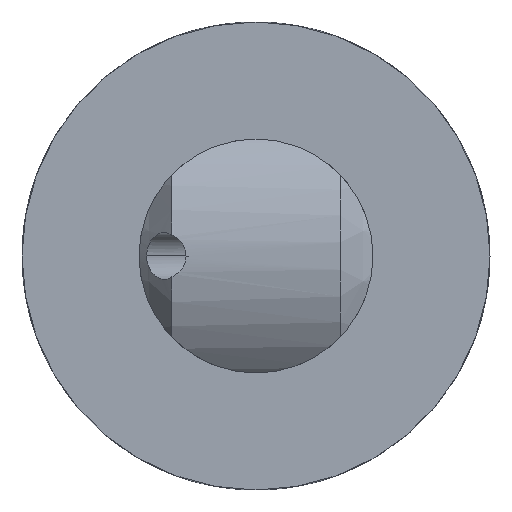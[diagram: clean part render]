
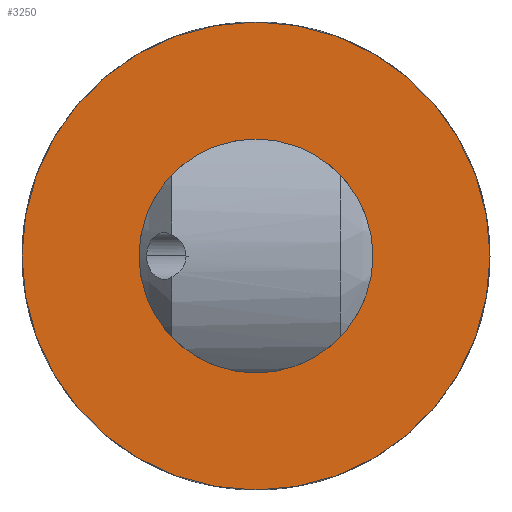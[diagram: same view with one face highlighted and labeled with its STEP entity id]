
A CAD part, left-side view. The second image highlights one B-rep face of the part: STEP entity #3250.
In plain terms, the highlighted face is planar.
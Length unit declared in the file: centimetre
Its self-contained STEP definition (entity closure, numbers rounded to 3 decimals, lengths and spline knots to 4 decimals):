
#755=PLANE('',#3457);
#839=VERTEX_POINT('',#4852);
#871=VERTEX_POINT('',#5113);
#1129=CIRCLE('',#3435,1.25);
#1135=CIRCLE('',#3456,2.5);
#1384=EDGE_CURVE('',#839,#839,#1129,.T.);
#1430=EDGE_CURVE('',#871,#871,#1135,.T.);
#1929=ORIENTED_EDGE('',*,*,#1384,.T.);
#1930=ORIENTED_EDGE('',*,*,#1430,.F.);
#2767=EDGE_LOOP('',(#1929));
#2768=EDGE_LOOP('',(#1930));
#3012=FACE_BOUND('',#2767,.T.);
#3013=FACE_BOUND('',#2768,.T.);
#3250=ADVANCED_FACE('',(#3012,#3013),#755,.T.);
#3435=AXIS2_PLACEMENT_3D('',#4851,#3896,#3897);
#3456=AXIS2_PLACEMENT_3D('',#5112,#3950,#3951);
#3457=AXIS2_PLACEMENT_3D('',#5114,#3952,$);
#3896=DIRECTION('',(0.,0.,-1.));
#3897=DIRECTION('',(1.25,0.,0.));
#3950=DIRECTION('',(0.,0.,-1.));
#3951=DIRECTION('',(2.5,0.,0.));
#3952=DIRECTION('',(0.,0.,1.));
#4851=CARTESIAN_POINT('',(0.,0.,6.6));
#4852=CARTESIAN_POINT('',(-1.25,0.,6.6));
#5112=CARTESIAN_POINT('',(0.,0.,6.6));
#5113=CARTESIAN_POINT('',(2.5,0.,6.6));
#5114=CARTESIAN_POINT('',(0.,0.,6.6));
